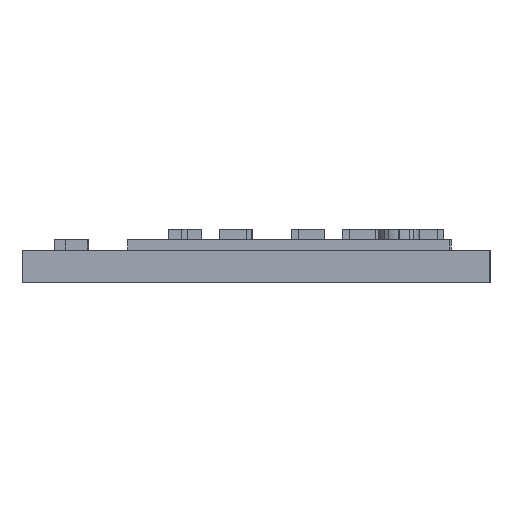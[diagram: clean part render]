
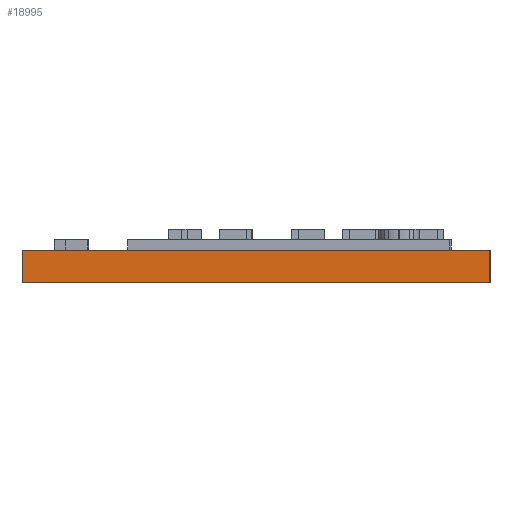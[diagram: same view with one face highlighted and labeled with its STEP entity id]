
A CAD part, left-side view. The second image highlights one B-rep face of the part: STEP entity #18995.
In plain terms, the highlighted planar face has unit normal (-1, 0, 0).
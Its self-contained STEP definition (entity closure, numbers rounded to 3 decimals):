
#1648=FACE_OUTER_BOUND('',#2749,.T.);
#2749=EDGE_LOOP('',(#17451,#17452,#17453,#17454));
#5498=LINE('',#36785,#7287);
#5509=LINE('',#36822,#7298);
#5510=LINE('',#36825,#7299);
#5511=LINE('',#36826,#7300);
#7287=VECTOR('',#22422,10.);
#7298=VECTOR('',#22461,10.);
#7299=VECTOR('',#22464,10.);
#7300=VECTOR('',#22465,10.);
#9137=VERTEX_POINT('',#36782);
#9138=VERTEX_POINT('',#36784);
#9150=VERTEX_POINT('',#36820);
#9151=VERTEX_POINT('',#36824);
#11904=EDGE_CURVE('',#9138,#9137,#5498,.T.);
#11923=EDGE_CURVE('',#9137,#9150,#5509,.T.);
#11924=EDGE_CURVE('',#9151,#9150,#5510,.T.);
#11925=EDGE_CURVE('',#9138,#9151,#5511,.T.);
#17451=ORIENTED_EDGE('',*,*,#11904,.T.);
#17452=ORIENTED_EDGE('',*,*,#11923,.T.);
#17453=ORIENTED_EDGE('',*,*,#11924,.F.);
#17454=ORIENTED_EDGE('',*,*,#11925,.F.);
#17988=PLANE('',#19565);
#18995=ADVANCED_FACE('',(#1648),#17988,.T.);
#19565=AXIS2_PLACEMENT_3D('',#36823,#22462,#22463);
#22422=DIRECTION('',(0.,1.,0.));
#22461=DIRECTION('',(0.,0.,-1.));
#22462=DIRECTION('center_axis',(-1.,0.,0.));
#22463=DIRECTION('ref_axis',(0.,1.,0.));
#22464=DIRECTION('',(0.,1.,0.));
#22465=DIRECTION('',(0.,0.,-1.));
#36782=CARTESIAN_POINT('',(-15.5,30.5,0.));
#36784=CARTESIAN_POINT('',(-15.5,-5.5,0.));
#36785=CARTESIAN_POINT('',(-15.5,-5.5,0.));
#36820=CARTESIAN_POINT('',(-15.5,30.5,-2.5));
#36822=CARTESIAN_POINT('',(-15.5,30.5,0.));
#36823=CARTESIAN_POINT('Origin',(-15.5,-5.5,0.));
#36824=CARTESIAN_POINT('',(-15.5,-5.5,-2.5));
#36825=CARTESIAN_POINT('',(-15.5,-5.5,-2.5));
#36826=CARTESIAN_POINT('',(-15.5,-5.5,0.));
